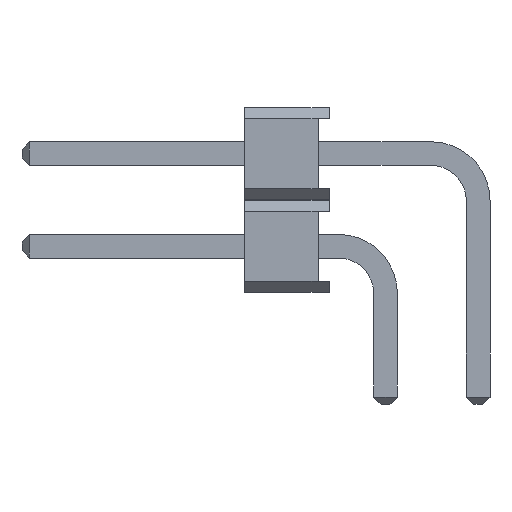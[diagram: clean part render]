
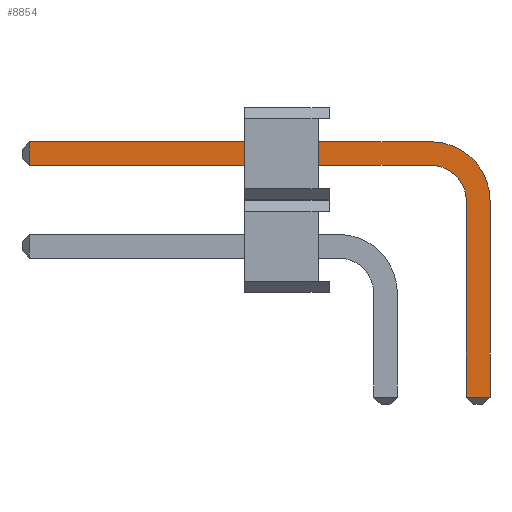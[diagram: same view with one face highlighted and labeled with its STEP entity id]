
A CAD part, left-side view. The second image highlights one B-rep face of the part: STEP entity #8854.
In plain terms, the highlighted planar face has unit normal (-1, 0, 0).
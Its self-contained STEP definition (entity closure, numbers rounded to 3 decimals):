
#161=CIRCLE('',#9463,0.95);
#162=CIRCLE('',#9464,1.59);
#310=FACE_OUTER_BOUND('',#854,.T.);
#854=EDGE_LOOP('',(#6181,#6182,#6183,#6184,#6185,#6186,#6187,#6188));
#1523=LINE('',#12815,#2715);
#1531=LINE('',#12832,#2723);
#1534=LINE('',#12837,#2726);
#1535=LINE('',#12842,#2727);
#1536=LINE('',#12844,#2728);
#1537=LINE('',#12846,#2729);
#2715=VECTOR('',#10376,1000.);
#2723=VECTOR('',#10392,1000.);
#2726=VECTOR('',#10397,10.);
#2727=VECTOR('',#10402,1000.);
#2728=VECTOR('',#10403,10.);
#2729=VECTOR('',#10404,1000.);
#3833=VERTEX_POINT('',#12802);
#3838=VERTEX_POINT('',#12813);
#3842=VERTEX_POINT('',#12827);
#3843=VERTEX_POINT('',#12831);
#3845=VERTEX_POINT('',#12839);
#3846=VERTEX_POINT('',#12841);
#3847=VERTEX_POINT('',#12843);
#3848=VERTEX_POINT('',#12845);
#4695=EDGE_CURVE('',#3833,#3838,#1523,.T.);
#4703=EDGE_CURVE('',#3842,#3843,#1531,.T.);
#4706=EDGE_CURVE('',#3833,#3842,#1534,.T.);
#4707=EDGE_CURVE('',#3838,#3845,#161,.T.);
#4708=EDGE_CURVE('',#3845,#3846,#1535,.T.);
#4709=EDGE_CURVE('',#3847,#3846,#1536,.T.);
#4710=EDGE_CURVE('',#3848,#3847,#1537,.T.);
#4711=EDGE_CURVE('',#3843,#3848,#162,.T.);
#6181=ORIENTED_EDGE('',*,*,#4706,.F.);
#6182=ORIENTED_EDGE('',*,*,#4695,.T.);
#6183=ORIENTED_EDGE('',*,*,#4707,.T.);
#6184=ORIENTED_EDGE('',*,*,#4708,.T.);
#6185=ORIENTED_EDGE('',*,*,#4709,.F.);
#6186=ORIENTED_EDGE('',*,*,#4710,.F.);
#6187=ORIENTED_EDGE('',*,*,#4711,.F.);
#6188=ORIENTED_EDGE('',*,*,#4703,.F.);
#8340=PLANE('',#9462);
#8854=ADVANCED_FACE('',(#310),#8340,.F.);
#9462=AXIS2_PLACEMENT_3D('',#12838,#10398,#10399);
#9463=AXIS2_PLACEMENT_3D('',#12840,#10400,#10401);
#9464=AXIS2_PLACEMENT_3D('',#12847,#10405,#10406);
#10376=DIRECTION('',(0.,-1.,0.));
#10392=DIRECTION('',(0.,-1.,0.));
#10397=DIRECTION('',(0.,0.,1.));
#10398=DIRECTION('center_axis',(1.,0.,0.));
#10399=DIRECTION('ref_axis',(0.,0.,-1.));
#10400=DIRECTION('center_axis',(1.,0.,0.));
#10401=DIRECTION('ref_axis',(0.,0.,1.));
#10402=DIRECTION('',(0.,0.,-1.));
#10403=DIRECTION('',(0.,1.,0.));
#10404=DIRECTION('',(0.,0.,-1.));
#10405=DIRECTION('center_axis',(1.,0.,0.));
#10406=DIRECTION('ref_axis',(0.,0.,1.));
#12802=CARTESIAN_POINT('',(-0.32,9.61,3.45));
#12813=CARTESIAN_POINT('',(-0.32,-1.23,3.45));
#12815=CARTESIAN_POINT('',(-0.32,-1.23,3.45));
#12827=CARTESIAN_POINT('',(-0.32,9.61,4.09));
#12831=CARTESIAN_POINT('',(-0.32,-1.23,4.09));
#12832=CARTESIAN_POINT('',(-0.32,-1.23,4.09));
#12837=CARTESIAN_POINT('',(-0.32,9.61,3.77));
#12838=CARTESIAN_POINT('Origin',(-0.32,-1.23,4.09));
#12839=CARTESIAN_POINT('',(-0.32,-2.18,2.5));
#12840=CARTESIAN_POINT('Origin',(-0.32,-1.23,2.5));
#12841=CARTESIAN_POINT('',(-0.32,-2.18,-2.8));
#12842=CARTESIAN_POINT('',(-0.32,-2.18,-0.5));
#12843=CARTESIAN_POINT('',(-0.32,-2.82,-2.8));
#12844=CARTESIAN_POINT('',(-0.32,-1.996,-2.8));
#12845=CARTESIAN_POINT('',(-0.32,-2.82,2.5));
#12846=CARTESIAN_POINT('',(-0.32,-2.82,-0.5));
#12847=CARTESIAN_POINT('Origin',(-0.32,-1.23,2.5));
